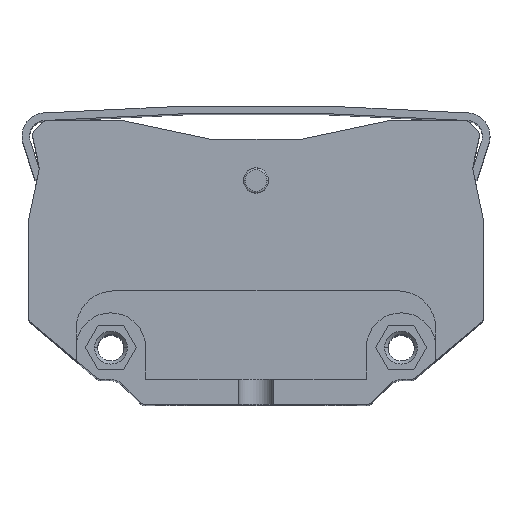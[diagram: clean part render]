
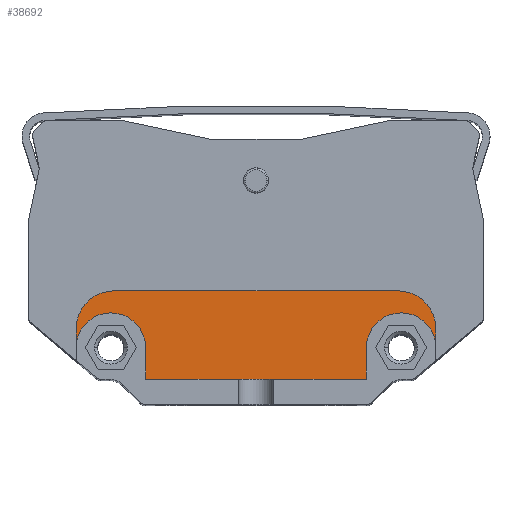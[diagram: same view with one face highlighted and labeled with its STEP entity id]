
A CAD part, top view. The second image highlights one B-rep face of the part: STEP entity #38692.
In plain terms, the highlighted planar face has unit normal (0, 0, 1).
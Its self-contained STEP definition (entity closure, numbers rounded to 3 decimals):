
#3741=DIRECTION('',(-1.,0.,0.));
#3742=VECTOR('',#3741,45.);
#3743=CARTESIAN_POINT('',(58.5,18.,84.7));
#3744=LINE('',#3743,#3742);
#3757=DIRECTION('',(0.,1.,0.));
#3758=VECTOR('',#3757,3.);
#3759=CARTESIAN_POINT('',(64.5,9.,84.7));
#3760=LINE('',#3759,#3758);
#3773=DIRECTION('',(0.,1.,0.));
#3774=VECTOR('',#3773,5.);
#3775=CARTESIAN_POINT('',(53.5,4.,84.7));
#3776=LINE('',#3775,#3774);
#3840=DIRECTION('',(-1.,0.,0.));
#3841=VECTOR('',#3840,2.828);
#3842=CARTESIAN_POINT('',(21.328,4.,84.7));
#3843=LINE('',#3842,#3841);
#3844=DIRECTION('',(0.,1.,0.));
#3845=VECTOR('',#3844,5.);
#3846=CARTESIAN_POINT('',(18.5,4.,84.7));
#3847=LINE('',#3846,#3845);
#3848=CARTESIAN_POINT('',(13.,9.,84.7));
#3849=DIRECTION('',(0.,0.,1.));
#3850=DIRECTION('',(1.,0.,0.));
#3851=AXIS2_PLACEMENT_3D('',#3848,#3849,#3850);
#3853=DIRECTION('',(0.,1.,0.));
#3854=VECTOR('',#3853,3.);
#3855=CARTESIAN_POINT('',(7.5,9.,84.7));
#3856=LINE('',#3855,#3854);
#3857=CARTESIAN_POINT('',(13.5,12.,84.7));
#3858=DIRECTION('',(0.,0.,-1.));
#3859=DIRECTION('',(-1.,0.,0.));
#3860=AXIS2_PLACEMENT_3D('',#3857,#3858,#3859);
#3862=CARTESIAN_POINT('',(58.5,12.,84.7));
#3863=DIRECTION('',(0.,0.,-1.));
#3864=DIRECTION('',(0.,1.,0.));
#3865=AXIS2_PLACEMENT_3D('',#3862,#3863,#3864);
#3867=CARTESIAN_POINT('',(59.,9.,84.7));
#3868=DIRECTION('',(0.,0.,1.));
#3869=DIRECTION('',(1.,0.,0.));
#3870=AXIS2_PLACEMENT_3D('',#3867,#3868,#3869);
#3872=DIRECTION('',(-1.,0.,0.));
#3873=VECTOR('',#3872,2.828);
#3874=CARTESIAN_POINT('',(53.5,4.,84.7));
#3875=LINE('',#3874,#3873);
#3876=DIRECTION('',(-1.,0.,0.));
#3877=VECTOR('',#3876,20.655);
#3878=CARTESIAN_POINT('',(46.328,4.,84.7));
#3879=LINE('',#3878,#3877);
#3884=DIRECTION('',(1.,0.,0.));
#3885=VECTOR('',#3884,4.345);
#3886=CARTESIAN_POINT('',(21.328,4.,84.7));
#3887=LINE('',#3886,#3885);
#4539=DIRECTION('',(1.,0.,0.));
#4540=VECTOR('',#4539,4.345);
#4541=CARTESIAN_POINT('',(46.328,4.,84.7));
#4542=LINE('',#4541,#4540);
#33578=CARTESIAN_POINT('',(18.5,4.,84.7));
#33579=VERTEX_POINT('',#33578);
#33580=CARTESIAN_POINT('',(21.328,4.,84.7));
#33582=VERTEX_POINT('',#33580);
#33586=CARTESIAN_POINT('',(25.672,4.,84.7));
#33587=VERTEX_POINT('',#33586);
#33588=CARTESIAN_POINT('',(46.328,4.,84.7));
#33590=VERTEX_POINT('',#33588);
#33594=CARTESIAN_POINT('',(50.672,4.,84.7));
#33595=VERTEX_POINT('',#33594);
#33598=CARTESIAN_POINT('',(18.5,9.,84.7));
#33599=VERTEX_POINT('',#33598);
#33600=CARTESIAN_POINT('',(7.5,9.,84.7));
#33601=CARTESIAN_POINT('',(7.5,12.,84.7));
#33602=VERTEX_POINT('',#33600);
#33603=VERTEX_POINT('',#33601);
#33604=CARTESIAN_POINT('',(64.5,9.,84.7));
#33605=CARTESIAN_POINT('',(53.5,9.,84.7));
#33606=VERTEX_POINT('',#33604);
#33607=VERTEX_POINT('',#33605);
#33608=CARTESIAN_POINT('',(53.5,4.,84.7));
#33609=VERTEX_POINT('',#33608);
#33626=CARTESIAN_POINT('',(64.5,12.,84.7));
#33627=VERTEX_POINT('',#33626);
#33628=CARTESIAN_POINT('',(58.5,18.,84.7));
#33629=VERTEX_POINT('',#33628);
#33630=CARTESIAN_POINT('',(13.5,18.,84.7));
#33631=VERTEX_POINT('',#33630);
#38669=CARTESIAN_POINT('',(36.,11.,84.7));
#38670=DIRECTION('',(0.,0.,1.));
#38671=DIRECTION('',(1.,0.,0.));
#38672=AXIS2_PLACEMENT_3D('',#38669,#38670,#38671);
#38673=PLANE('',#38672);
#38675=ORIENTED_EDGE('',*,*,#38674,.F.);
#38676=ORIENTED_EDGE('',*,*,#38617,.T.);
#38677=ORIENTED_EDGE('',*,*,#38650,.T.);
#38678=ORIENTED_EDGE('',*,*,#38663,.T.);
#38679=ORIENTED_EDGE('',*,*,#38513,.T.);
#38680=ORIENTED_EDGE('',*,*,#38530,.T.);
#38681=ORIENTED_EDGE('',*,*,#38544,.F.);
#38682=ORIENTED_EDGE('',*,*,#38558,.T.);
#38683=ORIENTED_EDGE('',*,*,#38574,.F.);
#38684=ORIENTED_EDGE('',*,*,#38588,.T.);
#38685=ORIENTED_EDGE('',*,*,#38602,.F.);
#38686=ORIENTED_EDGE('',*,*,#38633,.T.);
#38688=ORIENTED_EDGE('',*,*,#38687,.F.);
#38689=ORIENTED_EDGE('',*,*,#38625,.T.);
#38690=EDGE_LOOP('',(#38675,#38676,#38677,#38678,#38679,#38680,#38681,#38682,
#38683,#38684,#38685,#38686,#38688,#38689));
#38691=FACE_OUTER_BOUND('',#38690,.F.);
#3852=CIRCLE('',#3851,5.5);
#3861=CIRCLE('',#3860,6.);
#3866=CIRCLE('',#3865,6.);
#3871=CIRCLE('',#3870,5.5);
#38513=EDGE_CURVE('',#33602,#33603,#3856,.T.);
#38530=EDGE_CURVE('',#33603,#33631,#3861,.T.);
#38544=EDGE_CURVE('',#33629,#33631,#3744,.T.);
#38558=EDGE_CURVE('',#33629,#33627,#3866,.T.);
#38574=EDGE_CURVE('',#33606,#33627,#3760,.T.);
#38588=EDGE_CURVE('',#33606,#33607,#3871,.T.);
#38602=EDGE_CURVE('',#33609,#33607,#3776,.T.);
#38617=EDGE_CURVE('',#33582,#33579,#3843,.T.);
#38625=EDGE_CURVE('',#33590,#33587,#3879,.T.);
#38633=EDGE_CURVE('',#33609,#33595,#3875,.T.);
#38650=EDGE_CURVE('',#33579,#33599,#3847,.T.);
#38663=EDGE_CURVE('',#33599,#33602,#3852,.T.);
#38674=EDGE_CURVE('',#33582,#33587,#3887,.T.);
#38687=EDGE_CURVE('',#33590,#33595,#4542,.T.);
#38692=ADVANCED_FACE('',(#38691),#38673,.T.);
